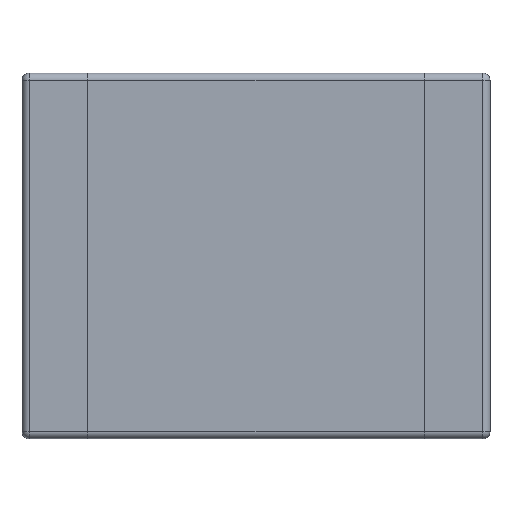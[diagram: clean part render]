
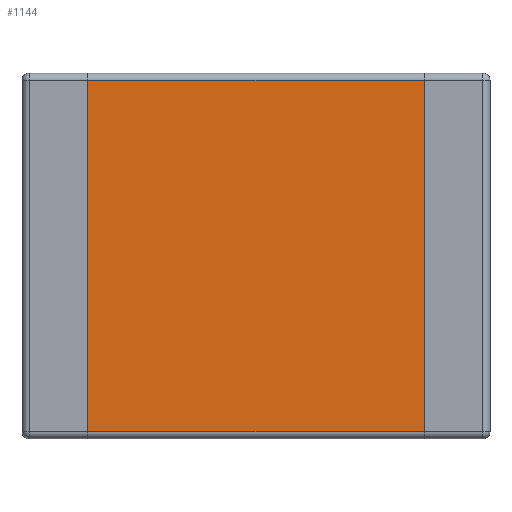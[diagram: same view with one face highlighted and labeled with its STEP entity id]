
A CAD part, front view. The second image highlights one B-rep face of the part: STEP entity #1144.
In plain terms, the highlighted planar face has unit normal (0, -1, 0).
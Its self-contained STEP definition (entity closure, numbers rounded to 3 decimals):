
#34 = VERTEX_POINT ( 'NONE', #439 ) ;
#98 = VERTEX_POINT ( 'NONE', #642 ) ;
#238 = VERTEX_POINT ( 'NONE', #1106 ) ;
#290 = VERTEX_POINT ( 'NONE', #1355 ) ;
#291 = EDGE_CURVE ( 'NONE', #34, #290, #1354, .T. ) ;
#295 = EDGE_CURVE ( 'NONE', #238, #98, #1350, .T. ) ;
#439 = CARTESIAN_POINT ( 'NONE',  ( 1.15, 0., 1.2 ) ) ;
#642 = CARTESIAN_POINT ( 'NONE',  ( -1.15, 0., 1.2 ) ) ;
#1106 = CARTESIAN_POINT ( 'NONE',  ( -1.15, 0., -1.2 ) ) ;
#1133 = ORIENTED_EDGE ( 'NONE', *, *, #295, .F. ) ;
#1134 = EDGE_LOOP ( 'NONE', ( #1133, #1138, #1137, #1135 ) ) ;
#1135 = ORIENTED_EDGE ( 'NONE', *, *, #1156, .T. ) ;
#1137 = ORIENTED_EDGE ( 'NONE', *, *, #291, .F. ) ;
#1138 = ORIENTED_EDGE ( 'NONE', *, *, #1139, .T. ) ;
#1139 = EDGE_CURVE ( 'NONE', #238, #290, #1388, .T. ) ;
#1144 = ADVANCED_FACE ( 'NONE', ( #1379 ), #1421, .T. ) ;
#1156 = EDGE_CURVE ( 'NONE', #34, #98, #1440, .T. ) ;
#1347 = DIRECTION ( 'NONE',  ( 0., 0., 1. ) ) ;
#1348 = VECTOR ( 'NONE', #1347, 1000. ) ;
#1349 = CARTESIAN_POINT ( 'NONE',  ( -1.15, 0., -1.25 ) ) ;
#1350 = LINE ( 'NONE', #1349, #1348 ) ;
#1351 = DIRECTION ( 'NONE',  ( 0., 0., -1. ) ) ;
#1352 = VECTOR ( 'NONE', #1351, 1000. ) ;
#1353 = CARTESIAN_POINT ( 'NONE',  ( 1.15, 0., -1.25 ) ) ;
#1354 = LINE ( 'NONE', #1353, #1352 ) ;
#1355 = CARTESIAN_POINT ( 'NONE',  ( 1.15, 0., -1.2 ) ) ;
#1379 = FACE_OUTER_BOUND ( 'NONE', #1134, .T. ) ;
#1385 = DIRECTION ( 'NONE',  ( 1., 0., 0. ) ) ;
#1386 = VECTOR ( 'NONE', #1385, 1000. ) ;
#1387 = CARTESIAN_POINT ( 'NONE',  ( 1.6, 0., -1.2 ) ) ;
#1388 = LINE ( 'NONE', #1387, #1386 ) ;
#1417 = DIRECTION ( 'NONE',  ( 0., 0., -1. ) ) ;
#1418 = DIRECTION ( 'NONE',  ( 0., -1., 0. ) ) ;
#1419 = CARTESIAN_POINT ( 'NONE',  ( 1.6, 0., -1.25 ) ) ;
#1420 = AXIS2_PLACEMENT_3D ( 'NONE', #1419, #1418, #1417 ) ;
#1421 = PLANE ( 'NONE',  #1420 ) ;
#1437 = DIRECTION ( 'NONE',  ( -1., 0., 0. ) ) ;
#1438 = VECTOR ( 'NONE', #1437, 1000. ) ;
#1439 = CARTESIAN_POINT ( 'NONE',  ( -1.6, 0., 1.2 ) ) ;
#1440 = LINE ( 'NONE', #1439, #1438 ) ;
